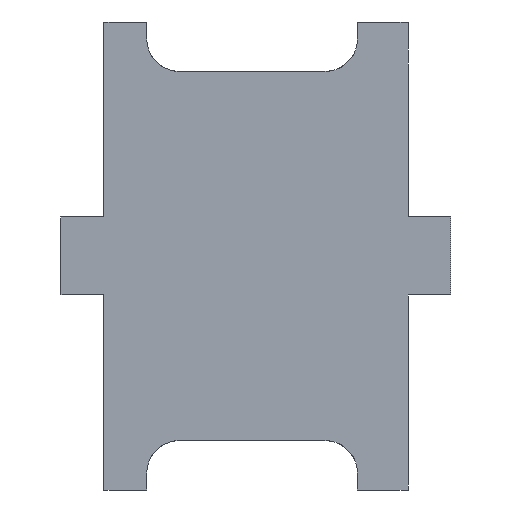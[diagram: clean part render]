
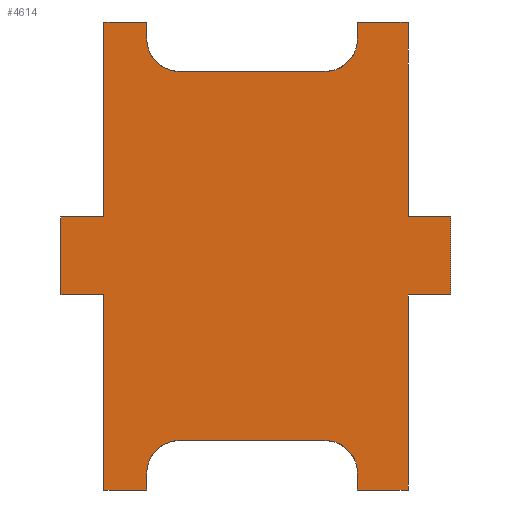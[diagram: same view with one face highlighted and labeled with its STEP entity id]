
A CAD part, front view. The second image highlights one B-rep face of the part: STEP entity #4614.
In plain terms, the highlighted planar face has unit normal (0, -1, 0).
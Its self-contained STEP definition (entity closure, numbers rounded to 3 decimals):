
#126=PLANE('',#5111);
#361=FACE_OUTER_BOUND('',#599,.T.);
#599=EDGE_LOOP('',(#4230,#4231,#4232,#4233,#4234,#4235,#4236,#4237,#4238,
#4239,#4240,#4241,#4242,#4243,#4244,#4245,#4246,#4247,#4248,#4249,#4250,
#4251,#4252,#4253));
#601=CIRCLE('',#4631,1.25);
#607=CIRCLE('',#4639,1.25);
#610=CIRCLE('',#4644,1.25);
#616=CIRCLE('',#4652,1.25);
#859=LINE('',#6552,#1293);
#868=LINE('',#6603,#1302);
#872=LINE('',#6641,#1306);
#881=LINE('',#6692,#1315);
#886=LINE('',#6710,#1320);
#902=LINE('',#6762,#1336);
#920=LINE('',#6817,#1354);
#930=LINE('',#6841,#1364);
#941=LINE('',#6876,#1375);
#949=LINE('',#6899,#1383);
#998=LINE('',#7018,#1432);
#1275=LINE('',#7942,#1709);
#1280=LINE('',#7951,#1714);
#1281=LINE('',#7953,#1715);
#1283=LINE('',#7957,#1717);
#1284=LINE('',#7960,#1718);
#1285=LINE('',#7962,#1719);
#1287=LINE('',#7966,#1721);
#1288=LINE('',#7968,#1722);
#1289=LINE('',#7970,#1723);
#1293=VECTOR('',#5127,10.);
#1302=VECTOR('',#5152,10.);
#1306=VECTOR('',#5166,10.);
#1315=VECTOR('',#5191,10.);
#1320=VECTOR('',#5206,10.);
#1336=VECTOR('',#5250,10.);
#1354=VECTOR('',#5300,10.);
#1364=VECTOR('',#5324,10.);
#1375=VECTOR('',#5355,10.);
#1383=VECTOR('',#5373,10.);
#1432=VECTOR('',#5512,10.);
#1709=VECTOR('',#6475,10.);
#1714=VECTOR('',#6486,10.);
#1715=VECTOR('',#6489,10.);
#1717=VECTOR('',#6493,10.);
#1718=VECTOR('',#6498,10.);
#1719=VECTOR('',#6501,10.);
#1721=VECTOR('',#6505,10.);
#1722=VECTOR('',#6508,10.);
#1723=VECTOR('',#6511,10.);
#1728=VERTEX_POINT('',#6532);
#1729=VERTEX_POINT('',#6534);
#1732=VERTEX_POINT('',#6551);
#1741=VERTEX_POINT('',#6570);
#1742=VERTEX_POINT('',#6572);
#1751=VERTEX_POINT('',#6621);
#1752=VERTEX_POINT('',#6623);
#1755=VERTEX_POINT('',#6640);
#1764=VERTEX_POINT('',#6659);
#1765=VERTEX_POINT('',#6661);
#1776=VERTEX_POINT('',#6707);
#1777=VERTEX_POINT('',#6709);
#1799=VERTEX_POINT('',#6761);
#1819=VERTEX_POINT('',#6814);
#1820=VERTEX_POINT('',#6816);
#1826=VERTEX_POINT('',#6838);
#1827=VERTEX_POINT('',#6840);
#1840=VERTEX_POINT('',#6873);
#1841=VERTEX_POINT('',#6875);
#1851=VERTEX_POINT('',#6897);
#2180=VERTEX_POINT('',#7941);
#2181=VERTEX_POINT('',#7949);
#2182=VERTEX_POINT('',#7955);
#2183=VERTEX_POINT('',#7964);
#2188=EDGE_CURVE('',#1728,#1729,#601,.T.);
#2192=EDGE_CURVE('',#1729,#1732,#859,.T.);
#2202=EDGE_CURVE('',#1741,#1742,#607,.T.);
#2209=EDGE_CURVE('',#1742,#1728,#868,.T.);
#2214=EDGE_CURVE('',#1751,#1752,#610,.T.);
#2218=EDGE_CURVE('',#1755,#1752,#872,.T.);
#2228=EDGE_CURVE('',#1764,#1765,#616,.T.);
#2235=EDGE_CURVE('',#1751,#1765,#881,.T.);
#2243=EDGE_CURVE('',#1777,#1776,#886,.T.);
#2269=EDGE_CURVE('',#1799,#1777,#902,.T.);
#2296=EDGE_CURVE('',#1819,#1820,#920,.T.);
#2308=EDGE_CURVE('',#1827,#1826,#930,.T.);
#2325=EDGE_CURVE('',#1841,#1840,#941,.T.);
#2337=EDGE_CURVE('',#1840,#1851,#949,.T.);
#2399=EDGE_CURVE('',#1764,#1841,#998,.T.);
#2859=EDGE_CURVE('',#1820,#2180,#1275,.T.);
#2864=EDGE_CURVE('',#1819,#2181,#1280,.T.);
#2865=EDGE_CURVE('',#2181,#1732,#1281,.T.);
#2867=EDGE_CURVE('',#2182,#1741,#1283,.T.);
#2868=EDGE_CURVE('',#1826,#1755,#1284,.T.);
#2869=EDGE_CURVE('',#2182,#1799,#1285,.T.);
#2871=EDGE_CURVE('',#1776,#2183,#1287,.T.);
#2872=EDGE_CURVE('',#2183,#1827,#1288,.T.);
#2873=EDGE_CURVE('',#2180,#1851,#1289,.T.);
#4230=ORIENTED_EDGE('',*,*,#2867,.F.);
#4231=ORIENTED_EDGE('',*,*,#2869,.T.);
#4232=ORIENTED_EDGE('',*,*,#2269,.T.);
#4233=ORIENTED_EDGE('',*,*,#2243,.T.);
#4234=ORIENTED_EDGE('',*,*,#2871,.T.);
#4235=ORIENTED_EDGE('',*,*,#2872,.T.);
#4236=ORIENTED_EDGE('',*,*,#2308,.T.);
#4237=ORIENTED_EDGE('',*,*,#2868,.T.);
#4238=ORIENTED_EDGE('',*,*,#2218,.T.);
#4239=ORIENTED_EDGE('',*,*,#2214,.F.);
#4240=ORIENTED_EDGE('',*,*,#2235,.T.);
#4241=ORIENTED_EDGE('',*,*,#2228,.F.);
#4242=ORIENTED_EDGE('',*,*,#2399,.T.);
#4243=ORIENTED_EDGE('',*,*,#2325,.T.);
#4244=ORIENTED_EDGE('',*,*,#2337,.T.);
#4245=ORIENTED_EDGE('',*,*,#2873,.F.);
#4246=ORIENTED_EDGE('',*,*,#2859,.F.);
#4247=ORIENTED_EDGE('',*,*,#2296,.F.);
#4248=ORIENTED_EDGE('',*,*,#2864,.T.);
#4249=ORIENTED_EDGE('',*,*,#2865,.T.);
#4250=ORIENTED_EDGE('',*,*,#2192,.F.);
#4251=ORIENTED_EDGE('',*,*,#2188,.F.);
#4252=ORIENTED_EDGE('',*,*,#2209,.F.);
#4253=ORIENTED_EDGE('',*,*,#2202,.F.);
#4614=ADVANCED_FACE('',(#361),#126,.F.);
#4631=AXIS2_PLACEMENT_3D('',#6535,#5120,#5121);
#4639=AXIS2_PLACEMENT_3D('',#6573,#5143,#5144);
#4644=AXIS2_PLACEMENT_3D('',#6624,#5159,#5160);
#4652=AXIS2_PLACEMENT_3D('',#6662,#5182,#5183);
#5111=AXIS2_PLACEMENT_3D('',#7971,#6512,#6513);
#5120=DIRECTION('center_axis',(0.,-1.,0.));
#5121=DIRECTION('ref_axis',(-0.707,0.,0.707));
#5127=DIRECTION('',(0.,0.,-1.));
#5143=DIRECTION('center_axis',(0.,-1.,0.));
#5144=DIRECTION('ref_axis',(0.707,0.,0.707));
#5152=DIRECTION('',(-1.,0.,0.));
#5159=DIRECTION('center_axis',(0.,-1.,0.));
#5160=DIRECTION('ref_axis',(0.707,0.,-0.707));
#5166=DIRECTION('',(0.,0.,-1.));
#5182=DIRECTION('center_axis',(0.,-1.,0.));
#5183=DIRECTION('ref_axis',(-0.707,0.,-0.707));
#5191=DIRECTION('',(-1.,0.,0.));
#5206=DIRECTION('',(1.,0.,0.));
#5250=DIRECTION('',(0.,0.,1.));
#5300=DIRECTION('',(-1.,0.,0.));
#5324=DIRECTION('',(0.,0.,1.));
#5355=DIRECTION('',(-1.,0.,0.));
#5373=DIRECTION('',(0.,0.,-1.));
#5512=DIRECTION('',(0.,0.,1.));
#6475=DIRECTION('',(0.,0.,1.));
#6486=DIRECTION('',(0.,0.,-1.));
#6489=DIRECTION('',(1.,0.,0.));
#6493=DIRECTION('',(0.,0.,1.));
#6498=DIRECTION('',(-1.,0.,0.));
#6501=DIRECTION('',(1.,0.,0.));
#6505=DIRECTION('',(0.,0.,1.));
#6508=DIRECTION('',(-1.,0.,0.));
#6511=DIRECTION('',(1.,0.,0.));
#6512=DIRECTION('center_axis',(0.,1.,0.));
#6513=DIRECTION('ref_axis',(1.,0.,0.));
#6532=CARTESIAN_POINT('',(2.9,0.,1.9));
#6534=CARTESIAN_POINT('',(1.65,0.,0.65));
#6535=CARTESIAN_POINT('Origin',(2.9,0.,0.65));
#6551=CARTESIAN_POINT('',(1.65,0.,0.));
#6552=CARTESIAN_POINT('',(1.65,0.,1.9));
#6570=CARTESIAN_POINT('',(9.75,0.,0.65));
#6572=CARTESIAN_POINT('',(8.5,0.,1.9));
#6573=CARTESIAN_POINT('Origin',(8.5,0.,0.65));
#6603=CARTESIAN_POINT('',(9.75,0.,1.9));
#6621=CARTESIAN_POINT('',(8.5,0.,16.1));
#6623=CARTESIAN_POINT('',(9.75,0.,17.35));
#6624=CARTESIAN_POINT('Origin',(8.5,0.,17.35));
#6640=CARTESIAN_POINT('',(9.75,0.,18.));
#6641=CARTESIAN_POINT('',(9.75,0.,18.));
#6659=CARTESIAN_POINT('',(1.65,0.,17.35));
#6661=CARTESIAN_POINT('',(2.9,0.,16.1));
#6662=CARTESIAN_POINT('Origin',(2.9,0.,17.35));
#6692=CARTESIAN_POINT('',(9.75,0.,16.1));
#6707=CARTESIAN_POINT('',(13.35,0.,7.5));
#6709=CARTESIAN_POINT('',(11.7,0.,7.5));
#6710=CARTESIAN_POINT('',(11.7,0.,7.5));
#6761=CARTESIAN_POINT('',(11.7,0.,0.));
#6762=CARTESIAN_POINT('',(11.7,0.,0.));
#6814=CARTESIAN_POINT('',(0.,0.,7.5));
#6816=CARTESIAN_POINT('',(-1.65,0.,7.5));
#6817=CARTESIAN_POINT('',(0.,0.,7.5));
#6838=CARTESIAN_POINT('',(11.7,0.,18.));
#6840=CARTESIAN_POINT('',(11.7,0.,10.5));
#6841=CARTESIAN_POINT('',(11.7,0.,0.));
#6873=CARTESIAN_POINT('',(0.,0.,18.));
#6875=CARTESIAN_POINT('',(1.65,0.,18.));
#6876=CARTESIAN_POINT('',(11.7,0.,18.));
#6897=CARTESIAN_POINT('',(0.,0.,10.5));
#6899=CARTESIAN_POINT('',(0.,0.,18.));
#7018=CARTESIAN_POINT('',(1.65,0.,16.1));
#7941=CARTESIAN_POINT('',(-1.65,0.,10.5));
#7942=CARTESIAN_POINT('',(-1.65,0.,7.5));
#7949=CARTESIAN_POINT('',(0.,0.,0.));
#7951=CARTESIAN_POINT('',(0.,0.,18.));
#7953=CARTESIAN_POINT('',(0.,0.,0.));
#7955=CARTESIAN_POINT('',(9.75,0.,0.));
#7957=CARTESIAN_POINT('',(9.75,0.,0.));
#7960=CARTESIAN_POINT('',(11.7,0.,18.));
#7962=CARTESIAN_POINT('',(0.,0.,0.));
#7964=CARTESIAN_POINT('',(13.35,0.,10.5));
#7966=CARTESIAN_POINT('',(13.35,0.,7.5));
#7968=CARTESIAN_POINT('',(13.35,0.,10.5));
#7970=CARTESIAN_POINT('',(-1.65,0.,10.5));
#7971=CARTESIAN_POINT('Origin',(5.85,0.,9.));
